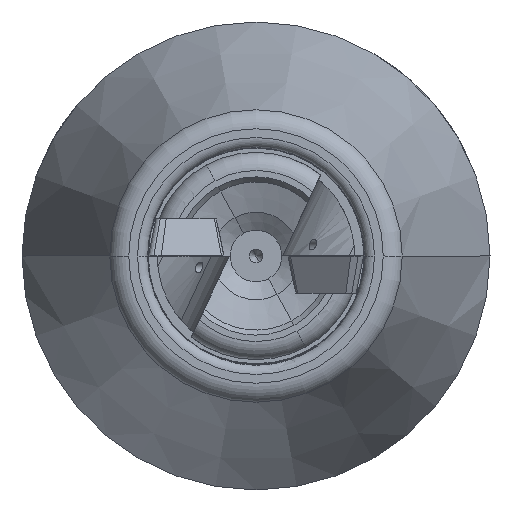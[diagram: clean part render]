
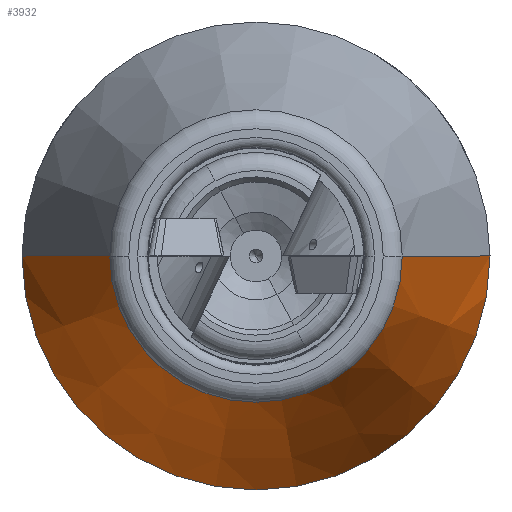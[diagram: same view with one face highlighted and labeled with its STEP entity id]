
A CAD part, front view. The second image highlights one B-rep face of the part: STEP entity #3932.
In plain terms, the highlighted conical face has half-angle 19.892 degrees and reference radius 27.875 mm.
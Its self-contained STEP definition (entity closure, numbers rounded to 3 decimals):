
#259=CONICAL_SURFACE('',#4218,27.875,0.347);
#439=CIRCLE('',#4200,34.75);
#453=CIRCLE('',#4219,21.716);
#660=VERTEX_POINT('',#6146);
#661=VERTEX_POINT('',#6148);
#670=VERTEX_POINT('',#6328);
#671=VERTEX_POINT('',#6330);
#1027=VECTOR('',#4723,1.);
#1028=VECTOR('',#4726,1.);
#1262=LINE('',#6333,#1027);
#1263=LINE('',#6335,#1028);
#1529=EDGE_CURVE('',#660,#661,#439,.T.);
#1551=EDGE_CURVE('',#660,#671,#1262,.T.);
#1552=EDGE_CURVE('',#670,#671,#453,.T.);
#1553=EDGE_CURVE('',#670,#661,#1263,.T.);
#2177=ORIENTED_EDGE('',*,*,#1551,.T.);
#2178=ORIENTED_EDGE('',*,*,#1552,.F.);
#2179=ORIENTED_EDGE('',*,*,#1553,.T.);
#2180=ORIENTED_EDGE('',*,*,#1529,.F.);
#3359=EDGE_LOOP('',(#2177,#2178,#2179,#2180));
#3646=FACE_BOUND('',#3359,.T.);
#3932=ADVANCED_FACE('',(#3646),#259,.T.);
#4200=AXIS2_PLACEMENT_3D('',#6147,#4685,#4686);
#4218=AXIS2_PLACEMENT_3D('',#6332,#4721,#4722);
#4219=AXIS2_PLACEMENT_3D('',#6334,#4724,#4725);
#4685=DIRECTION('',(-1.,0.,0.));
#4686=DIRECTION('',(0.,0.,-34.75));
#4721=DIRECTION('',(-1.,0.,0.));
#4722=DIRECTION('',(0.,0.,-27.875));
#4723=DIRECTION('',(0.94,0.,0.34));
#4724=DIRECTION('',(1.,0.,0.));
#4725=DIRECTION('',(0.,0.,21.716));
#4726=DIRECTION('',(-0.94,0.,0.34));
#6146=CARTESIAN_POINT('',(22.,0.,-34.75));
#6147=CARTESIAN_POINT('',(22.,0.,0.));
#6148=CARTESIAN_POINT('',(22.,0.,34.75));
#6328=CARTESIAN_POINT('',(58.021,0.,21.716));
#6330=CARTESIAN_POINT('',(58.021,0.,-21.716));
#6332=CARTESIAN_POINT('',(41.,0.,0.));
#6333=CARTESIAN_POINT('',(42.623,0.,-27.288));
#6334=CARTESIAN_POINT('',(58.021,0.,0.));
#6335=CARTESIAN_POINT('',(58.021,0.,21.716));
